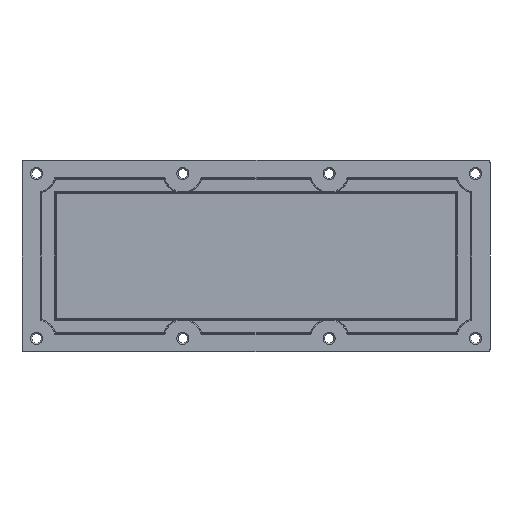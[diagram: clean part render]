
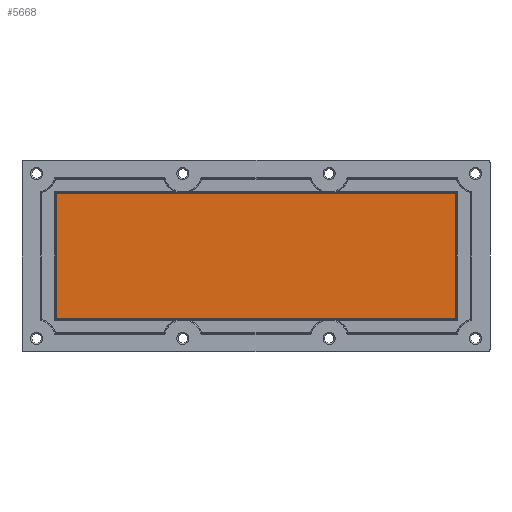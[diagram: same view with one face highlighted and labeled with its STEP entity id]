
A CAD part, top view. The second image highlights one B-rep face of the part: STEP entity #5668.
In plain terms, the highlighted planar face has unit normal (0, 0, 1).
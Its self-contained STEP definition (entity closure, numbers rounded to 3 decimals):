
#426 = CARTESIAN_POINT ( 'NONE',  ( 74.059, -23.259, 11.4 ) ) ;
#636 = DIRECTION ( 'NONE',  ( 0., -1., 0. ) ) ;
#1774 = FACE_OUTER_BOUND ( 'NONE', #15165, .T. ) ;
#2720 = CARTESIAN_POINT ( 'NONE',  ( -74.059, -23.452, 11.4 ) ) ;
#3039 = VECTOR ( 'NONE', #24891, 1000. ) ;
#4492 = LINE ( 'NONE', #27408, #3039 ) ;
#4714 = DIRECTION ( 'NONE',  ( 0., 1., 0. ) ) ;
#5668 = ADVANCED_FACE ( 'NONE', ( #1774 ), #13015, .T. ) ;
#7723 = VECTOR ( 'NONE', #25016, 1000. ) ;
#8199 = VERTEX_POINT ( 'NONE', #14973 ) ;
#8462 = DIRECTION ( 'NONE',  ( 1., 0., 0. ) ) ;
#9189 = VERTEX_POINT ( 'NONE', #13762 ) ;
#9682 = CARTESIAN_POINT ( 'NONE',  ( -74.059, -23.259, 11.4 ) ) ;
#10671 = CARTESIAN_POINT ( 'NONE',  ( 0., 0., 11.4 ) ) ;
#10834 = EDGE_CURVE ( 'NONE', #12818, #9189, #25253, .T. ) ;
#11580 = CARTESIAN_POINT ( 'NONE',  ( 74.252, -23.259, 11.4 ) ) ;
#12334 = LINE ( 'NONE', #2720, #23109 ) ;
#12349 = EDGE_CURVE ( 'NONE', #9189, #8199, #4492, .T. ) ;
#12818 = VERTEX_POINT ( 'NONE', #426 ) ;
#13015 = PLANE ( 'NONE',  #23124 ) ;
#13762 = CARTESIAN_POINT ( 'NONE',  ( 74.059, 23.259, 11.4 ) ) ;
#14735 = VERTEX_POINT ( 'NONE', #9682 ) ;
#14973 = CARTESIAN_POINT ( 'NONE',  ( -74.059, 23.259, 11.4 ) ) ;
#15165 = EDGE_LOOP ( 'NONE', ( #15498, #25870, #16204, #19078 ) ) ;
#15463 = VECTOR ( 'NONE', #4714, 1000. ) ;
#15498 = ORIENTED_EDGE ( 'NONE', *, *, #12349, .T. ) ;
#16204 = ORIENTED_EDGE ( 'NONE', *, *, #20557, .T. ) ;
#19078 = ORIENTED_EDGE ( 'NONE', *, *, #10834, .T. ) ;
#20557 = EDGE_CURVE ( 'NONE', #14735, #12818, #20742, .T. ) ;
#20742 = LINE ( 'NONE', #11580, #7723 ) ;
#23109 = VECTOR ( 'NONE', #636, 1000. ) ;
#23124 = AXIS2_PLACEMENT_3D ( 'NONE', #10671, #28677, #8462 ) ;
#24891 = DIRECTION ( 'NONE',  ( -1., 0., 0. ) ) ;
#25016 = DIRECTION ( 'NONE',  ( 1., 0., 0. ) ) ;
#25105 = CARTESIAN_POINT ( 'NONE',  ( 74.059, 23.452, 11.4 ) ) ;
#25253 = LINE ( 'NONE', #25105, #15463 ) ;
#25870 = ORIENTED_EDGE ( 'NONE', *, *, #26869, .T. ) ;
#26869 = EDGE_CURVE ( 'NONE', #8199, #14735, #12334, .T. ) ;
#27408 = CARTESIAN_POINT ( 'NONE',  ( -74.252, 23.259, 11.4 ) ) ;
#28677 = DIRECTION ( 'NONE',  ( 0., 0., 1. ) ) ;
